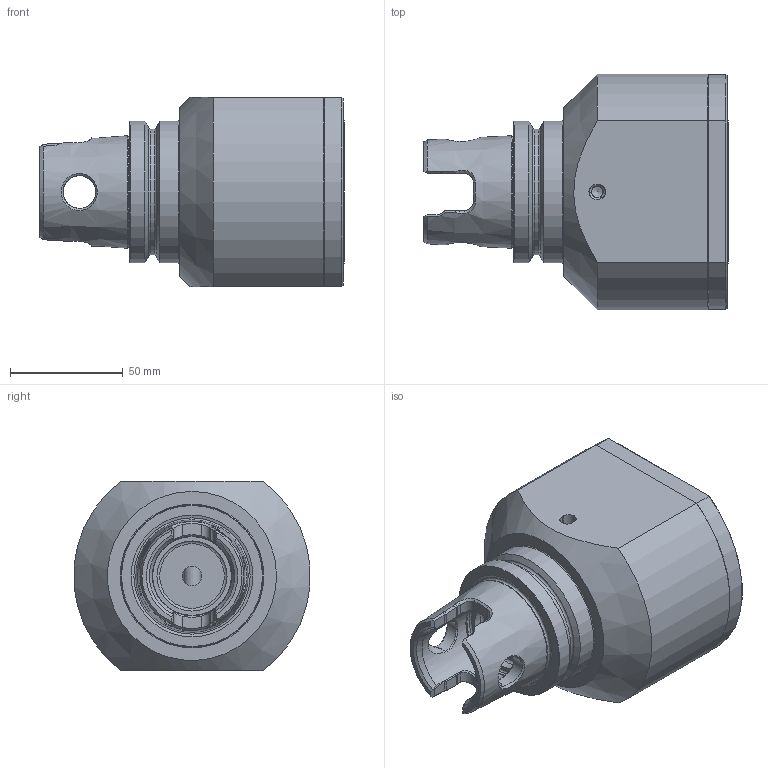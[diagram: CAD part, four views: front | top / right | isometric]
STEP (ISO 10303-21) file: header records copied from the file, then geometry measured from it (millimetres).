
FILE_DESCRIPTION (( 'STEP AP214' ), '1' );
FILE_NAME ('KM6.PS6.K01.095.STEP', '2020-02-27T14:15:03', ( '' ), ( '' ), 'SwSTEP 2.0', 'SolidWorks 2017', '' );
FILE_SCHEMA (( 'AUTOMOTIVE_DESIGN' ));
Length unit declared in the file: millimetre
Products named in the file (14): U63-PS6.ERx.016_A_Links gewinde; U63-PS6.037.009_C; U63-PS6.ER1.058_A; U63-PS6.ERx.016_A; KM6.PS6.K01.095; DIN 7991 - M8x20; ISO 8752 4x12; KM6-PS6.K01.095_A; U63-PS6.ER1.030_A; DIN 6325_ø5x12_2x6; ISO 4762 - M5 x 30; ISO 8735 Ø12x28; DIN 3771 - 55x2.5; U63-PS6.066.009
Assembly tree (19 placements, depth 3):
  KM6.PS6.K01.095
    KM6-PS6.K01.095_A
    U63-PS6.066.009
      U63-PS6.037.009_C
      ISO 8752 4x12
      ISO 8735 Ø12x28  x2
      DIN 7991 - M8x20  x4
      U63-PS6.ER1.030_A
      DIN 3771 - 55x2.5
      U63-PS6.ERx.016_A
      U63-PS6.ER1.058_A
      ISO 4762 - M5 x 30  x2
      DIN 6325_ø5x12_2x6  x2
      U63-PS6.ERx.016_A_Links gewinde
Bounding box: 134.95 x 104.63 x 84 mm (x, y, z)
Volume: 530358.5 mm3; surface area: 122962.7 mm2
Topology: 18 solids, 18 shells, 567 faces, 1394 edges, 873 vertices
Faces by surface type: plane 247, cone 136, cylinder 116, bspline 46, torus 16, sphere 6
Full cylindrical faces by diameter (mm): 4 x1, 4.2 x2, 5 x10, 5.5 x4, 6.8 x4, 7.8 x1, 8 x4, 8.5 x4, 9 x6, 10 x2, 12 x6, 13 x2, 14.5 x2, 16 x4, 31.1 x1, 33 x1, 35.275 x1, 36.5 x1, 48 x1, 55.7 x1, 58.8 x1, 59 x1, 62.7 x2, 62.95 x2, 63 x4
Entity records: 18119 total; most frequent: CARTESIAN_POINT 7163, ORIENTED_EDGE 2056, DIRECTION 1875, EDGE_CURVE 1028, AXIS2_PLACEMENT_3D 780, VERTEX_POINT 711, EDGE_LOOP 647, FACE_OUTER_BOUND 542
